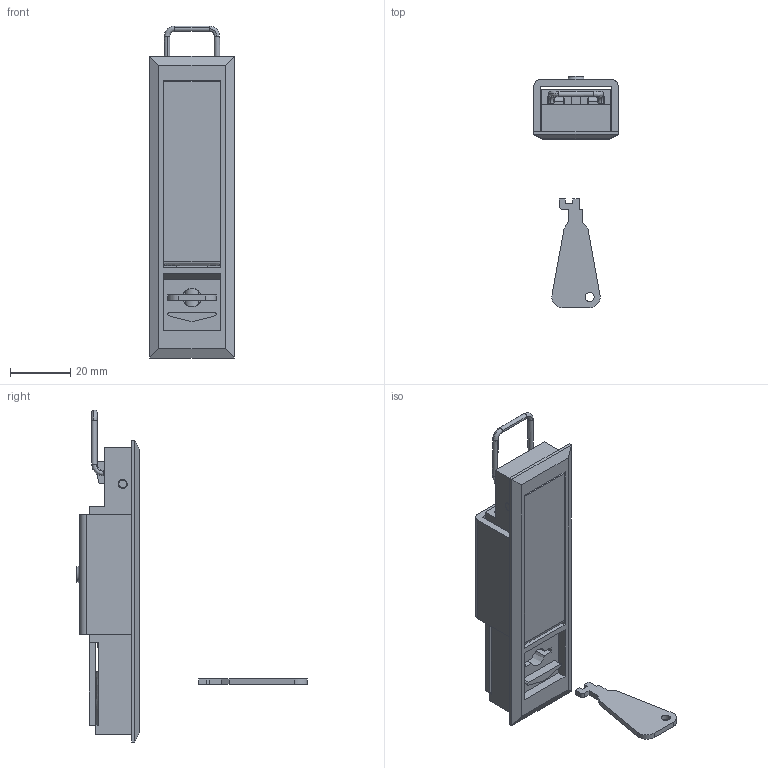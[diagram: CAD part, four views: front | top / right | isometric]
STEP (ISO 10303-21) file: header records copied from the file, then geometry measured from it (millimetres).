
FILE_DESCRIPTION((''),'2;1');
FILE_NAME('','2005-10-12T16:02:44',(''),(''),'','CADfix','');
FILE_SCHEMA(('AUTOMOTIVE_DESIGN'));
Length unit declared in the file: millimetre
Products named in the file (7): cam; handle; latch; key; housing; bracket; THA_234_1_13534_36
Assembly tree (6 placements, depth 2):
  THA_234_1_13534_36
    cam
    handle
    latch
    key
    housing
    bracket
Bounding box: 28 x 76.53 x 110 mm (x, y, z)
Volume: 27210.9 mm3; surface area: 25923 mm2
Topology: 6 solids, 6 shells, 373 faces, 1160 edges, 811 vertices
Faces by surface type: bspline 373
Entity records: 40914 total; most frequent: CARTESIAN_POINT 34177, ORIENTED_EDGE 2320, EDGE_CURVE 1160, VERTEX_POINT 811, QUASI_UNIFORM_CURVE 679, EDGE_LOOP 421, FACE_OUTER_BOUND 373, ADVANCED_FACE 373
